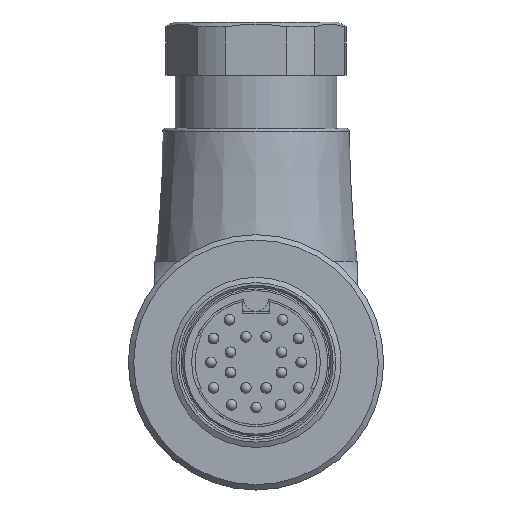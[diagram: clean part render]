
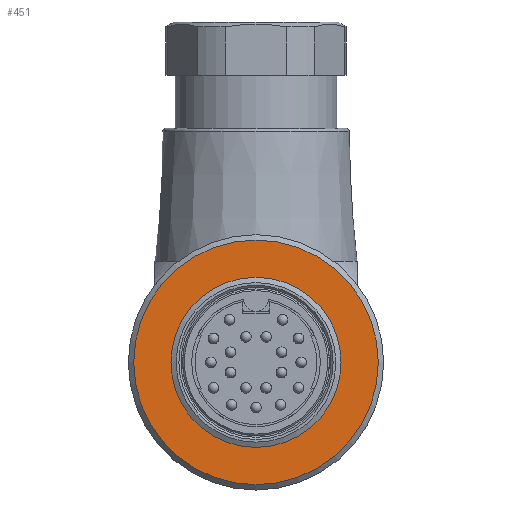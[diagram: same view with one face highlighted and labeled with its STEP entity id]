
A CAD part, left-side view. The second image highlights one B-rep face of the part: STEP entity #451.
In plain terms, the highlighted planar face has unit normal (-1, 0, 0).
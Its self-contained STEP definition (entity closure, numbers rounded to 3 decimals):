
#451=ADVANCED_FACE('',(#735,#736),#648,.T.);
#648=PLANE('',#3236);
#735=FACE_BOUND('',#870,.T.);
#736=FACE_BOUND('',#871,.T.);
#870=EDGE_LOOP('',(#1351));
#871=EDGE_LOOP('',(#1352));
#1148=CIRCLE('',#3226,11.5);
#1153=CIRCLE('',#3235,7.8);
#1351=ORIENTED_EDGE('',*,*,#2472,.T.);
#1352=ORIENTED_EDGE('',*,*,#2467,.F.);
#2174=VERTEX_POINT('',#4852);
#2179=VERTEX_POINT('',#4866);
#2467=EDGE_CURVE('',#2174,#2174,#1148,.T.);
#2472=EDGE_CURVE('',#2179,#2179,#1153,.T.);
#3226=AXIS2_PLACEMENT_3D('',#4851,#3629,#3630);
#3235=AXIS2_PLACEMENT_3D('',#4865,#3647,#3648);
#3236=AXIS2_PLACEMENT_3D('',#4867,#3649,#3650);
#3629=DIRECTION('',(1.,0.,0.));
#3630=DIRECTION('',(0.,0.,1.));
#3647=DIRECTION('',(1.,0.,0.));
#3648=DIRECTION('',(0.,0.,1.));
#3649=DIRECTION('',(-1.,0.,0.));
#3650=DIRECTION('',(0.,0.,1.));
#4851=CARTESIAN_POINT('',(-1.5,0.,0.));
#4852=CARTESIAN_POINT('',(-1.5,0.,11.5));
#4865=CARTESIAN_POINT('',(-1.5,0.,0.));
#4866=CARTESIAN_POINT('',(-1.5,0.,7.8));
#4867=CARTESIAN_POINT('',(-1.5,0.,0.));
